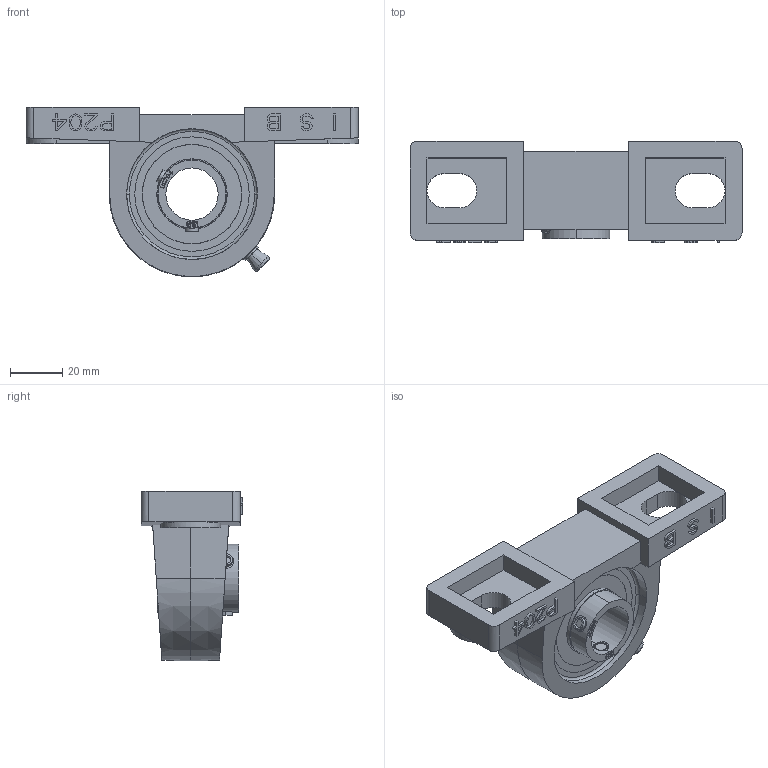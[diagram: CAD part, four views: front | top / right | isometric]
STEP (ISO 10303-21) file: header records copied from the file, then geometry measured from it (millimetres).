
FILE_DESCRIPTION((''),'2;1');
FILE_NAME('UCP204ISB_ASM','2017-05-16T16:00:47',('giuseppe.caruso'),(''),'CREO PARAMETRIC BY PTC INC, 2016390','CREO PARAMETRIC BY PTC INC, 2016390','');
FILE_SCHEMA(('CONFIG_CONTROL_DESIGN'));
Length unit declared in the file: millimetre
Products named in the file (3): P204; UC204; UCP204ISB_ASM
Assembly tree (2 placements, depth 2):
  UCP204ISB_ASM
    P204
    UC204
Bounding box: 127 x 39 x 65 mm (x, y, z)
Volume: 88529.5 mm3; surface area: 44590.6 mm2
Topology: 25 solids, 28 shells, 829 faces, 2201 edges, 1428 vertices
Faces by surface type: plane 603, cylinder 128, cone 38, bspline 32, sphere 20, torus 8
Entity records: 26704 total; most frequent: CARTESIAN_POINT 6106, ORIENTED_EDGE 4316, DIRECTION 4058, EDGE_CURVE 2165, VECTOR 1692, LINE 1692, VERTEX_POINT 1428, AXIS2_PLACEMENT_3D 1183
